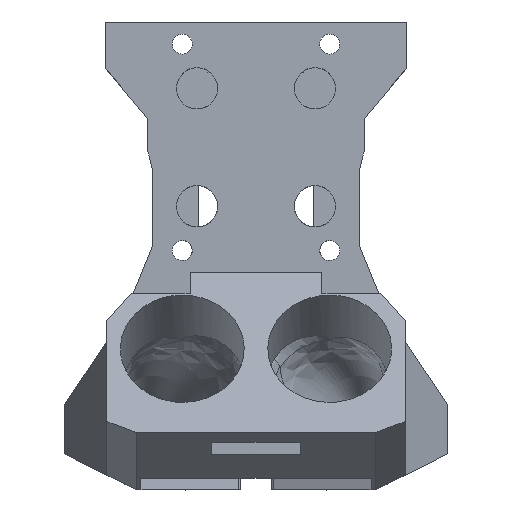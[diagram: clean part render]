
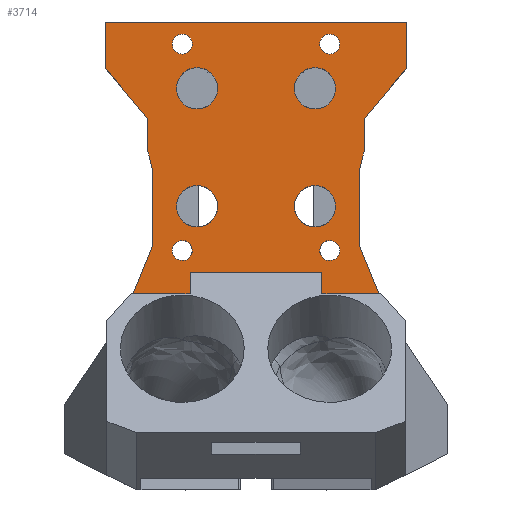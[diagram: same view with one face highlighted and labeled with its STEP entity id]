
A CAD part, front view. The second image highlights one B-rep face of the part: STEP entity #3714.
In plain terms, the highlighted planar face has unit normal (0, -1, 0).
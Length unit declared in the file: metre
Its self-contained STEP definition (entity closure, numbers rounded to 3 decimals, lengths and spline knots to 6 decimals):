
#141=CIRCLE('',#3935,0.0035);
#142=CIRCLE('',#3936,0.0035);
#143=CIRCLE('',#3937,0.0017);
#144=CIRCLE('',#3938,0.0017);
#145=CIRCLE('',#3939,0.0035);
#146=CIRCLE('',#3940,0.0035);
#147=CIRCLE('',#3941,0.0017);
#148=CIRCLE('',#3942,0.0017);
#279=ORIENTED_EDGE('',*,*,#1383,.F.);
#280=ORIENTED_EDGE('',*,*,#1384,.F.);
#281=ORIENTED_EDGE('',*,*,#1385,.T.);
#282=ORIENTED_EDGE('',*,*,#1386,.T.);
#283=ORIENTED_EDGE('',*,*,#1387,.T.);
#284=ORIENTED_EDGE('',*,*,#1388,.F.);
#285=ORIENTED_EDGE('',*,*,#1389,.T.);
#286=ORIENTED_EDGE('',*,*,#1390,.F.);
#287=ORIENTED_EDGE('',*,*,#1391,.F.);
#288=ORIENTED_EDGE('',*,*,#1392,.F.);
#289=ORIENTED_EDGE('',*,*,#1393,.F.);
#290=ORIENTED_EDGE('',*,*,#1394,.F.);
#291=ORIENTED_EDGE('',*,*,#1395,.T.);
#292=ORIENTED_EDGE('',*,*,#1396,.T.);
#293=ORIENTED_EDGE('',*,*,#1397,.T.);
#294=ORIENTED_EDGE('',*,*,#1398,.T.);
#295=ORIENTED_EDGE('',*,*,#1399,.F.);
#296=ORIENTED_EDGE('',*,*,#1400,.T.);
#297=ORIENTED_EDGE('',*,*,#1401,.T.);
#298=ORIENTED_EDGE('',*,*,#1402,.T.);
#299=ORIENTED_EDGE('',*,*,#1403,.F.);
#300=ORIENTED_EDGE('',*,*,#1404,.F.);
#1383=EDGE_CURVE('',#1935,#1935,#141,.T.);
#1384=EDGE_CURVE('',#1936,#1936,#142,.T.);
#1385=EDGE_CURVE('',#1937,#1937,#143,.T.);
#1386=EDGE_CURVE('',#1938,#1938,#144,.T.);
#1387=EDGE_CURVE('',#1939,#1940,#2309,.T.);
#1388=EDGE_CURVE('',#1941,#1940,#2310,.T.);
#1389=EDGE_CURVE('',#1941,#1942,#2311,.T.);
#1390=EDGE_CURVE('',#1943,#1942,#2312,.T.);
#1391=EDGE_CURVE('',#1944,#1943,#2313,.T.);
#1392=EDGE_CURVE('',#1945,#1944,#2314,.T.);
#1393=EDGE_CURVE('',#1946,#1945,#2315,.T.);
#1394=EDGE_CURVE('',#1947,#1946,#2316,.T.);
#1395=EDGE_CURVE('',#1947,#1948,#2317,.T.);
#1396=EDGE_CURVE('',#1948,#1949,#2318,.T.);
#1397=EDGE_CURVE('',#1949,#1950,#2319,.T.);
#1398=EDGE_CURVE('',#1950,#1951,#2320,.T.);
#1399=EDGE_CURVE('',#1952,#1951,#2321,.T.);
#1400=EDGE_CURVE('',#1952,#1939,#2322,.T.);
#1401=EDGE_CURVE('',#1953,#1953,#145,.T.);
#1402=EDGE_CURVE('',#1954,#1954,#146,.T.);
#1403=EDGE_CURVE('',#1955,#1955,#147,.T.);
#1404=EDGE_CURVE('',#1956,#1956,#148,.T.);
#1935=VERTEX_POINT('',#5194);
#1936=VERTEX_POINT('',#5196);
#1937=VERTEX_POINT('',#5198);
#1938=VERTEX_POINT('',#5200);
#1939=VERTEX_POINT('',#5202);
#1940=VERTEX_POINT('',#5203);
#1941=VERTEX_POINT('',#5205);
#1942=VERTEX_POINT('',#5207);
#1943=VERTEX_POINT('',#5209);
#1944=VERTEX_POINT('',#5211);
#1945=VERTEX_POINT('',#5213);
#1946=VERTEX_POINT('',#5215);
#1947=VERTEX_POINT('',#5217);
#1948=VERTEX_POINT('',#5219);
#1949=VERTEX_POINT('',#5221);
#1950=VERTEX_POINT('',#5223);
#1951=VERTEX_POINT('',#5225);
#1952=VERTEX_POINT('',#5227);
#1953=VERTEX_POINT('',#5230);
#1954=VERTEX_POINT('',#5232);
#1955=VERTEX_POINT('',#5234);
#1956=VERTEX_POINT('',#5236);
#2309=LINE('',#5201,#2677);
#2310=LINE('',#5204,#2678);
#2311=LINE('',#5206,#2679);
#2312=LINE('',#5208,#2680);
#2313=LINE('',#5210,#2681);
#2314=LINE('',#5212,#2682);
#2315=LINE('',#5214,#2683);
#2316=LINE('',#5216,#2684);
#2317=LINE('',#5218,#2685);
#2318=LINE('',#5220,#2686);
#2319=LINE('',#5222,#2687);
#2320=LINE('',#5224,#2688);
#2321=LINE('',#5226,#2689);
#2322=LINE('',#5228,#2690);
#2677=VECTOR('',#4256,1.);
#2678=VECTOR('',#4257,1.);
#2679=VECTOR('',#4258,1.);
#2680=VECTOR('',#4259,1.);
#2681=VECTOR('',#4260,1.);
#2682=VECTOR('',#4261,1.);
#2683=VECTOR('',#4262,1.);
#2684=VECTOR('',#4263,1.);
#2685=VECTOR('',#4264,1.);
#2686=VECTOR('',#4265,1.);
#2687=VECTOR('',#4266,1.);
#2688=VECTOR('',#4267,1.);
#2689=VECTOR('',#4268,1.);
#2690=VECTOR('',#4269,1.);
#3043=EDGE_LOOP('',(#279));
#3044=EDGE_LOOP('',(#280));
#3045=EDGE_LOOP('',(#281));
#3046=EDGE_LOOP('',(#282));
#3047=EDGE_LOOP('',(#283,#284,#285,#286,#287,#288,#289,#290,#291,#292,#293,
#294,#295,#296));
#3048=EDGE_LOOP('',(#297));
#3049=EDGE_LOOP('',(#298));
#3050=EDGE_LOOP('',(#299));
#3051=EDGE_LOOP('',(#300));
#3313=FACE_BOUND('',#3043,.T.);
#3314=FACE_BOUND('',#3044,.T.);
#3315=FACE_BOUND('',#3045,.T.);
#3316=FACE_BOUND('',#3046,.T.);
#3317=FACE_BOUND('',#3047,.T.);
#3318=FACE_BOUND('',#3048,.T.);
#3319=FACE_BOUND('',#3049,.T.);
#3320=FACE_BOUND('',#3050,.T.);
#3321=FACE_BOUND('',#3051,.T.);
#3574=PLANE('',#3934);
#3714=ADVANCED_FACE('',(#3313,#3314,#3315,#3316,#3317,#3318,#3319,#3320,
#3321),#3574,.F.);
#3934=AXIS2_PLACEMENT_3D('',#5192,#4246,#4247);
#3935=AXIS2_PLACEMENT_3D('',#5193,#4248,#4249);
#3936=AXIS2_PLACEMENT_3D('',#5195,#4250,#4251);
#3937=AXIS2_PLACEMENT_3D('',#5197,#4252,#4253);
#3938=AXIS2_PLACEMENT_3D('',#5199,#4254,#4255);
#3939=AXIS2_PLACEMENT_3D('',#5229,#4270,#4271);
#3940=AXIS2_PLACEMENT_3D('',#5231,#4272,#4273);
#3941=AXIS2_PLACEMENT_3D('',#5233,#4274,#4275);
#3942=AXIS2_PLACEMENT_3D('',#5235,#4276,#4277);
#4246=DIRECTION('',(0.,1.,0.));
#4247=DIRECTION('',(0.,0.,1.));
#4248=DIRECTION('',(0.,-1.,0.));
#4249=DIRECTION('',(0.,0.,-1.));
#4250=DIRECTION('',(0.,-1.,0.));
#4251=DIRECTION('',(0.,0.,-1.));
#4252=DIRECTION('',(0.,1.,0.));
#4253=DIRECTION('',(-1.,0.,0.));
#4254=DIRECTION('',(0.,1.,0.));
#4255=DIRECTION('',(-1.,0.,0.));
#4256=DIRECTION('',(1.,0.,0.));
#4257=DIRECTION('',(0.378,0.,-0.926));
#4258=DIRECTION('',(0.,0.,1.));
#4259=DIRECTION('',(-0.236,0.,-0.972));
#4260=DIRECTION('',(0.,0.,-1.));
#4261=DIRECTION('',(-0.643,0.,-0.766));
#4262=DIRECTION('',(0.,0.,-1.));
#4263=DIRECTION('',(1.,0.,0.));
#4264=DIRECTION('',(0.,0.,-1.));
#4265=DIRECTION('',(0.643,0.,-0.766));
#4266=DIRECTION('',(0.,0.,-1.));
#4267=DIRECTION('',(0.236,0.,-0.972));
#4268=DIRECTION('',(0.,0.,1.));
#4269=DIRECTION('',(-0.378,0.,-0.926));
#4270=DIRECTION('',(0.,1.,0.));
#4271=DIRECTION('',(0.,0.,-1.));
#4272=DIRECTION('',(0.,1.,0.));
#4273=DIRECTION('',(0.,0.,-1.));
#4274=DIRECTION('',(0.,-1.,0.));
#4275=DIRECTION('',(1.,0.,0.));
#4276=DIRECTION('',(0.,-1.,0.));
#4277=DIRECTION('',(1.,0.,0.));
#5192=CARTESIAN_POINT('',(0.,-0.01365,0.018147));
#5193=CARTESIAN_POINT('',(-0.01,-0.01365,0.05));
#5194=CARTESIAN_POINT('',(-0.01,-0.01365,0.0465));
#5195=CARTESIAN_POINT('',(-0.01,-0.01365,0.07));
#5196=CARTESIAN_POINT('',(-0.01,-0.01365,0.0665));
#5197=CARTESIAN_POINT('',(-0.0125,-0.01365,0.0425));
#5198=CARTESIAN_POINT('',(-0.0142,-0.01365,0.0425));
#5199=CARTESIAN_POINT('',(-0.0125,-0.01365,0.0775));
#5200=CARTESIAN_POINT('',(-0.0142,-0.01365,0.0775));
#5201=CARTESIAN_POINT('',(-0.12414,-0.01365,0.02919));
#5202=CARTESIAN_POINT('',(-0.023274,-0.01365,0.02919));
#5203=CARTESIAN_POINT('',(0.023274,-0.01365,0.02919));
#5204=CARTESIAN_POINT('',(0.023813,-0.01365,0.027869));
#5205=CARTESIAN_POINT('',(0.0175,-0.01365,0.043332));
#5206=CARTESIAN_POINT('',(0.0175,-0.01365,0.018147));
#5207=CARTESIAN_POINT('',(0.0175,-0.01365,0.055865));
#5208=CARTESIAN_POINT('',(0.01795,-0.01365,0.05772));
#5209=CARTESIAN_POINT('',(0.0184,-0.01365,0.059575));
#5210=CARTESIAN_POINT('',(0.0184,-0.01365,0.064575));
#5211=CARTESIAN_POINT('',(0.0184,-0.01365,0.064908));
#5212=CARTESIAN_POINT('',(0.024726,-0.01365,0.072447));
#5213=CARTESIAN_POINT('',(0.0256,-0.01365,0.073489));
#5214=CARTESIAN_POINT('',(0.0256,-0.01365,0.07875));
#5215=CARTESIAN_POINT('',(0.0256,-0.01365,0.08125));
#5216=CARTESIAN_POINT('',(0.012,-0.01365,0.08125));
#5217=CARTESIAN_POINT('',(-0.0256,-0.01365,0.08125));
#5218=CARTESIAN_POINT('',(-0.0256,-0.01365,0.07875));
#5219=CARTESIAN_POINT('',(-0.0256,-0.01365,0.073489));
#5220=CARTESIAN_POINT('',(-0.024726,-0.01365,0.072447));
#5221=CARTESIAN_POINT('',(-0.0184,-0.01365,0.064908));
#5222=CARTESIAN_POINT('',(-0.0184,-0.01365,0.064575));
#5223=CARTESIAN_POINT('',(-0.0184,-0.01365,0.059575));
#5224=CARTESIAN_POINT('',(-0.01795,-0.01365,0.05772));
#5225=CARTESIAN_POINT('',(-0.0175,-0.01365,0.055865));
#5226=CARTESIAN_POINT('',(-0.0175,-0.01365,0.018147));
#5227=CARTESIAN_POINT('',(-0.0175,-0.01365,0.043332));
#5228=CARTESIAN_POINT('',(-0.023813,-0.01365,0.027869));
#5229=CARTESIAN_POINT('',(0.01,-0.01365,0.05));
#5230=CARTESIAN_POINT('',(0.01,-0.01365,0.0465));
#5231=CARTESIAN_POINT('',(0.01,-0.01365,0.07));
#5232=CARTESIAN_POINT('',(0.01,-0.01365,0.0665));
#5233=CARTESIAN_POINT('',(0.0125,-0.01365,0.0425));
#5234=CARTESIAN_POINT('',(0.0142,-0.01365,0.0425));
#5235=CARTESIAN_POINT('',(0.0125,-0.01365,0.0775));
#5236=CARTESIAN_POINT('',(0.0142,-0.01365,0.0775));
